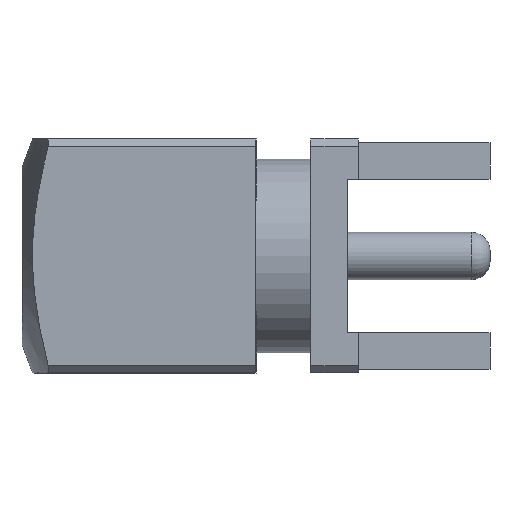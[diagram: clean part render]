
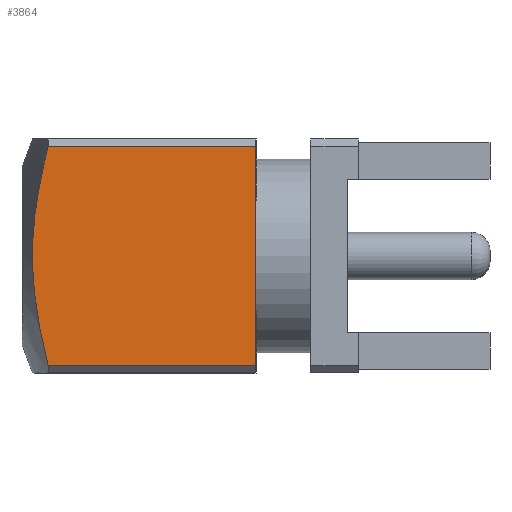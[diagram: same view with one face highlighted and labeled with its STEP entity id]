
A CAD part, left-side view. The second image highlights one B-rep face of the part: STEP entity #3864.
In plain terms, the highlighted planar face has unit normal (-1, 0, 0).
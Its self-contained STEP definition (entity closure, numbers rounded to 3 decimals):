
#311 = PLANE ( 'NONE',  #3627 ) ;
#472 = VECTOR ( 'NONE', #7257, 1000. ) ;
#863 = CARTESIAN_POINT ( 'NONE',  ( -3.2, 12.084, 3. ) ) ;
#1047 = EDGE_CURVE ( 'NONE', #6130, #5939, #5782, .T. ) ;
#2079 = CARTESIAN_POINT ( 'NONE',  ( -3.2, 12.8, 3. ) ) ;
#2166 = DIRECTION ( 'NONE',  ( 0., 0., 1. ) ) ;
#2183 = CARTESIAN_POINT ( 'NONE',  ( -3.2, 12.47, -1.009 ) ) ;
#2296 = VECTOR ( 'NONE', #2166, 1000. ) ;
#2821 = CARTESIAN_POINT ( 'NONE',  ( -3.2, 12.516, 0.495 ) ) ;
#2870 = VERTEX_POINT ( 'NONE', #7240 ) ;
#2927 = CARTESIAN_POINT ( 'NONE',  ( -3.2, 12.8, 3.2 ) ) ;
#3225 = CARTESIAN_POINT ( 'NONE',  ( -3.2, 12.8, -3. ) ) ;
#3478 = CARTESIAN_POINT ( 'NONE',  ( -3.2, 12.315, 2.01 ) ) ;
#3576 = DIRECTION ( 'NONE',  ( 0., 0., -1. ) ) ;
#3627 = AXIS2_PLACEMENT_3D ( 'NONE', #2927, #7457, #3576 ) ;
#3864 = ADVANCED_FACE ( 'NONE', ( #3957 ), #311, .F. ) ;
#3957 = FACE_OUTER_BOUND ( 'NONE', #7796, .T. ) ;
#4015 = LINE ( 'NONE', #7951, #2296 ) ;
#4102 = LINE ( 'NONE', #3225, #5633 ) ;
#4105 = CARTESIAN_POINT ( 'NONE',  ( -3.2, 12.207, -2.506 ) ) ;
#4140 = CARTESIAN_POINT ( 'NONE',  ( -3.2, 12.084, 3. ) ) ;
#4159 = CARTESIAN_POINT ( 'NONE',  ( -3.2, 6.4, -3. ) ) ;
#5135 = EDGE_CURVE ( 'NONE', #2870, #5939, #5648, .T. ) ;
#5212 = EDGE_CURVE ( 'NONE', #6305, #2870, #4015, .T. ) ;
#5466 = ORIENTED_EDGE ( 'NONE', *, *, #1047, .F. ) ;
#5633 = VECTOR ( 'NONE', #8382, 1000. ) ;
#5648 = LINE ( 'NONE', #2079, #472 ) ;
#5782 = B_SPLINE_CURVE_WITH_KNOTS ( 'NONE', 3,
 ( #6067, #4105, #7967, #2183, #6703, #2821, #7357, #3478, #7993, #4140 ),
 .UNSPECIFIED., .F., .F.,
 ( 4, 2, 2, 2, 4 ),
 ( 0.004, 0.005, 0.007, 0.008, 0.01 ),
 .UNSPECIFIED. ) ;
#5939 = VERTEX_POINT ( 'NONE', #863 ) ;
#6067 = CARTESIAN_POINT ( 'NONE',  ( -3.2, 12.084, -3. ) ) ;
#6130 = VERTEX_POINT ( 'NONE', #7766 ) ;
#6305 = VERTEX_POINT ( 'NONE', #4159 ) ;
#6703 = CARTESIAN_POINT ( 'NONE',  ( -3.2, 12.515, -0.509 ) ) ;
#6864 = ORIENTED_EDGE ( 'NONE', *, *, #5212, .T. ) ;
#7115 = EDGE_CURVE ( 'NONE', #6130, #6305, #4102, .T. ) ;
#7240 = CARTESIAN_POINT ( 'NONE',  ( -3.2, 6.4, 3. ) ) ;
#7257 = DIRECTION ( 'NONE',  ( 0., 1., 0. ) ) ;
#7357 = CARTESIAN_POINT ( 'NONE',  ( -3.2, 12.472, 0.999 ) ) ;
#7457 = DIRECTION ( 'NONE',  ( 1., 0., 0. ) ) ;
#7766 = CARTESIAN_POINT ( 'NONE',  ( -3.2, 12.084, -3. ) ) ;
#7796 = EDGE_LOOP ( 'NONE', ( #5466, #8078, #6864, #7851 ) ) ;
#7851 = ORIENTED_EDGE ( 'NONE', *, *, #5135, .T. ) ;
#7951 = CARTESIAN_POINT ( 'NONE',  ( -3.2, 6.4, 3.2 ) ) ;
#7967 = CARTESIAN_POINT ( 'NONE',  ( -3.2, 12.315, -2.007 ) ) ;
#7993 = CARTESIAN_POINT ( 'NONE',  ( -3.2, 12.206, 2.508 ) ) ;
#8078 = ORIENTED_EDGE ( 'NONE', *, *, #7115, .T. ) ;
#8382 = DIRECTION ( 'NONE',  ( 0., -1., 0. ) ) ;
